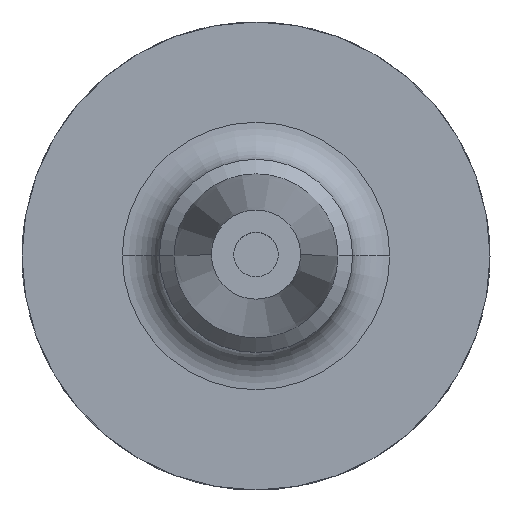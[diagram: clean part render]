
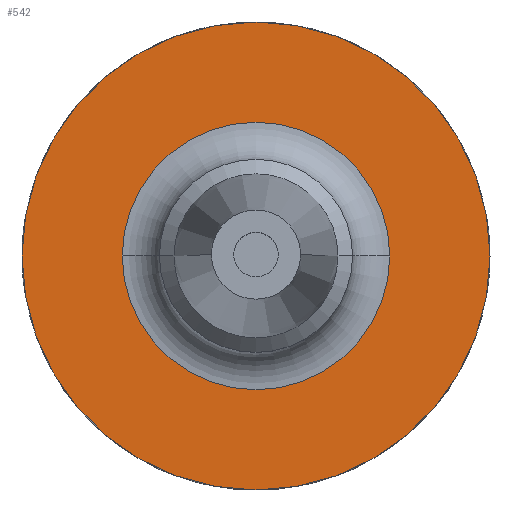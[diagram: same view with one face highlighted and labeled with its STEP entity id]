
A CAD part, top view. The second image highlights one B-rep face of the part: STEP entity #542.
In plain terms, the highlighted planar face has unit normal (0, 0, 1).
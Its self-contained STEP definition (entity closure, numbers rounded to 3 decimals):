
#60 = ORIENTED_EDGE ( 'NONE', *, *, #1143, .T. ) ;
#96 = DIRECTION ( 'NONE',  ( 0., 0., -1. ) ) ;
#101 = CARTESIAN_POINT ( 'NONE',  ( 31.5, 0., 27. ) ) ;
#143 = DIRECTION ( 'NONE',  ( -1., 0., 0. ) ) ;
#157 = CARTESIAN_POINT ( 'NONE',  ( 0., 0., 27. ) ) ;
#174 = VERTEX_POINT ( 'NONE', #1013 ) ;
#187 = AXIS2_PLACEMENT_3D ( 'NONE', #157, #1097, #298 ) ;
#270 = CARTESIAN_POINT ( 'NONE',  ( -18., 0., 27. ) ) ;
#292 = DIRECTION ( 'NONE',  ( 0., 0., -1. ) ) ;
#298 = DIRECTION ( 'NONE',  ( -1., 0., 0. ) ) ;
#393 = ORIENTED_EDGE ( 'NONE', *, *, #460, .T. ) ;
#403 = CARTESIAN_POINT ( 'NONE',  ( 0., 0., 27. ) ) ;
#460 = EDGE_CURVE ( 'NONE', #826, #174, #797, .T. ) ;
#492 = CARTESIAN_POINT ( 'NONE',  ( 0., 0., 27. ) ) ;
#542 = ADVANCED_FACE ( 'NONE', ( #1470, #771 ), #1064, .F. ) ;
#590 = VERTEX_POINT ( 'NONE', #1295 ) ;
#614 = ORIENTED_EDGE ( 'NONE', *, *, #1011, .F. ) ;
#615 = AXIS2_PLACEMENT_3D ( 'NONE', #403, #292, #143 ) ;
#694 = AXIS2_PLACEMENT_3D ( 'NONE', #492, #758, #909 ) ;
#729 = CARTESIAN_POINT ( 'NONE',  ( 0., 0., 27. ) ) ;
#738 = DIRECTION ( 'NONE',  ( 0., 0., -1. ) ) ;
#758 = DIRECTION ( 'NONE',  ( 0., 0., -1. ) ) ;
#771 = FACE_OUTER_BOUND ( 'NONE', #855, .T. ) ;
#797 = CIRCLE ( 'NONE', #1711, 18. ) ;
#810 = CIRCLE ( 'NONE', #615, 31.5 ) ;
#826 = VERTEX_POINT ( 'NONE', #270 ) ;
#855 = EDGE_LOOP ( 'NONE', ( #614, #1461 ) ) ;
#860 = EDGE_LOOP ( 'NONE', ( #393, #60 ) ) ;
#903 = CARTESIAN_POINT ( 'NONE',  ( 0., 0., 27. ) ) ;
#909 = DIRECTION ( 'NONE',  ( -1., 0., 0. ) ) ;
#1011 = EDGE_CURVE ( 'NONE', #590, #1691, #810, .T. ) ;
#1013 = CARTESIAN_POINT ( 'NONE',  ( 18., 0., 27. ) ) ;
#1041 = DIRECTION ( 'NONE',  ( -1., 0., 0. ) ) ;
#1064 = PLANE ( 'NONE',  #694 ) ;
#1097 = DIRECTION ( 'NONE',  ( 0., 0., -1. ) ) ;
#1143 = EDGE_CURVE ( 'NONE', #174, #826, #1307, .T. ) ;
#1192 = CIRCLE ( 'NONE', #187, 31.5 ) ;
#1295 = CARTESIAN_POINT ( 'NONE',  ( -31.5, 0., 27. ) ) ;
#1300 = EDGE_CURVE ( 'NONE', #1691, #590, #1192, .T. ) ;
#1307 = CIRCLE ( 'NONE', #1591, 18. ) ;
#1461 = ORIENTED_EDGE ( 'NONE', *, *, #1300, .F. ) ;
#1470 = FACE_BOUND ( 'NONE', #860, .T. ) ;
#1525 = DIRECTION ( 'NONE',  ( -1., 0., 0. ) ) ;
#1591 = AXIS2_PLACEMENT_3D ( 'NONE', #729, #738, #1525 ) ;
#1691 = VERTEX_POINT ( 'NONE', #101 ) ;
#1711 = AXIS2_PLACEMENT_3D ( 'NONE', #903, #96, #1041 ) ;
